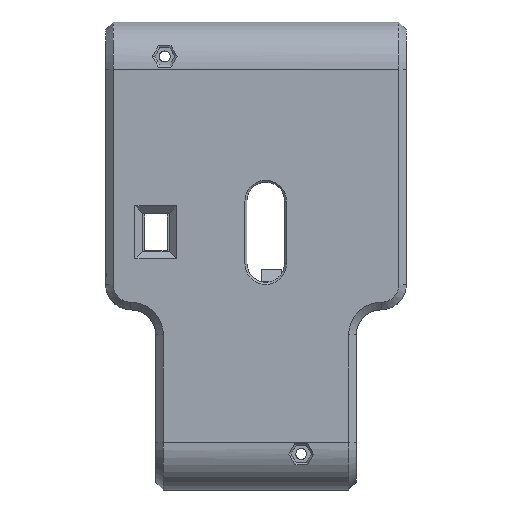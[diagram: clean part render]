
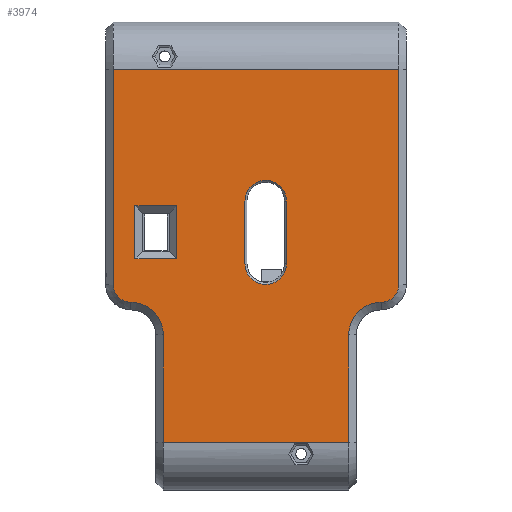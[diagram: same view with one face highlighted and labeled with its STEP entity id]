
A CAD part, top view. The second image highlights one B-rep face of the part: STEP entity #3974.
In plain terms, the highlighted planar face has unit normal (0, 0, 1).
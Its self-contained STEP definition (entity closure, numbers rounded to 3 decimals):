
#40=FACE_BOUND('',#482,.T.);
#41=FACE_BOUND('',#483,.T.);
#90=PLANE('',#4216);
#256=FACE_OUTER_BOUND('',#481,.T.);
#481=EDGE_LOOP('',(#2844,#2845,#2846,#2847,#2848,#2849,#2850,#2851,#2852,
#2853));
#482=EDGE_LOOP('',(#2854,#2855,#2856,#2857));
#483=EDGE_LOOP('',(#2858,#2859,#2860,#2861));
#739=CIRCLE('',#4206,8.3);
#741=CIRCLE('',#4210,8.3);
#744=CIRCLE('',#4217,13.);
#745=CIRCLE('',#4218,7.);
#746=CIRCLE('',#4219,7.);
#747=CIRCLE('',#4220,13.);
#947=LINE('',#5768,#1384);
#951=LINE('',#5779,#1388);
#964=LINE('',#5810,#1401);
#965=LINE('',#5816,#1402);
#966=LINE('',#5818,#1403);
#967=LINE('',#5820,#1404);
#968=LINE('',#5826,#1405);
#969=LINE('',#5827,#1406);
#970=LINE('',#5830,#1407);
#971=LINE('',#5832,#1408);
#972=LINE('',#5834,#1409);
#973=LINE('',#5835,#1410);
#1384=VECTOR('',#4622,10.);
#1388=VECTOR('',#4634,10.);
#1401=VECTOR('',#4657,10.);
#1402=VECTOR('',#4662,10.);
#1403=VECTOR('',#4663,10.);
#1404=VECTOR('',#4664,10.);
#1405=VECTOR('',#4669,10.);
#1406=VECTOR('',#4670,10.);
#1407=VECTOR('',#4671,10.);
#1408=VECTOR('',#4672,10.);
#1409=VECTOR('',#4673,10.);
#1410=VECTOR('',#4674,10.);
#1828=VERTEX_POINT('',#5758);
#1831=VERTEX_POINT('',#5763);
#1832=VERTEX_POINT('',#5767);
#1834=VERTEX_POINT('',#5773);
#1847=VERTEX_POINT('',#5808);
#1848=VERTEX_POINT('',#5809);
#1849=VERTEX_POINT('',#5811);
#1850=VERTEX_POINT('',#5813);
#1851=VERTEX_POINT('',#5815);
#1852=VERTEX_POINT('',#5817);
#1853=VERTEX_POINT('',#5819);
#1854=VERTEX_POINT('',#5821);
#1855=VERTEX_POINT('',#5823);
#1856=VERTEX_POINT('',#5825);
#1857=VERTEX_POINT('',#5828);
#1858=VERTEX_POINT('',#5829);
#1859=VERTEX_POINT('',#5831);
#1860=VERTEX_POINT('',#5833);
#2220=EDGE_CURVE('',#1831,#1828,#739,.T.);
#2221=EDGE_CURVE('',#1828,#1832,#947,.T.);
#2226=EDGE_CURVE('',#1832,#1834,#741,.T.);
#2227=EDGE_CURVE('',#1834,#1831,#951,.T.);
#2242=EDGE_CURVE('',#1847,#1848,#964,.T.);
#2243=EDGE_CURVE('',#1849,#1847,#744,.T.);
#2244=EDGE_CURVE('',#1850,#1849,#745,.T.);
#2245=EDGE_CURVE('',#1851,#1850,#965,.T.);
#2246=EDGE_CURVE('',#1852,#1851,#966,.T.);
#2247=EDGE_CURVE('',#1853,#1852,#967,.T.);
#2248=EDGE_CURVE('',#1854,#1853,#746,.T.);
#2249=EDGE_CURVE('',#1855,#1854,#747,.T.);
#2250=EDGE_CURVE('',#1856,#1855,#968,.T.);
#2251=EDGE_CURVE('',#1848,#1856,#969,.T.);
#2252=EDGE_CURVE('',#1857,#1858,#970,.T.);
#2253=EDGE_CURVE('',#1859,#1857,#971,.T.);
#2254=EDGE_CURVE('',#1860,#1859,#972,.T.);
#2255=EDGE_CURVE('',#1858,#1860,#973,.T.);
#2844=ORIENTED_EDGE('',*,*,#2242,.F.);
#2845=ORIENTED_EDGE('',*,*,#2243,.F.);
#2846=ORIENTED_EDGE('',*,*,#2244,.F.);
#2847=ORIENTED_EDGE('',*,*,#2245,.F.);
#2848=ORIENTED_EDGE('',*,*,#2246,.F.);
#2849=ORIENTED_EDGE('',*,*,#2247,.F.);
#2850=ORIENTED_EDGE('',*,*,#2248,.F.);
#2851=ORIENTED_EDGE('',*,*,#2249,.F.);
#2852=ORIENTED_EDGE('',*,*,#2250,.F.);
#2853=ORIENTED_EDGE('',*,*,#2251,.F.);
#2854=ORIENTED_EDGE('',*,*,#2252,.F.);
#2855=ORIENTED_EDGE('',*,*,#2253,.F.);
#2856=ORIENTED_EDGE('',*,*,#2254,.F.);
#2857=ORIENTED_EDGE('',*,*,#2255,.F.);
#2858=ORIENTED_EDGE('',*,*,#2220,.F.);
#2859=ORIENTED_EDGE('',*,*,#2227,.F.);
#2860=ORIENTED_EDGE('',*,*,#2226,.F.);
#2861=ORIENTED_EDGE('',*,*,#2221,.F.);
#3974=ADVANCED_FACE('',(#256,#40,#41),#90,.T.);
#4206=AXIS2_PLACEMENT_3D('',#5765,#4618,#4619);
#4210=AXIS2_PLACEMENT_3D('',#5777,#4630,#4631);
#4216=AXIS2_PLACEMENT_3D('',#5807,#4655,#4656);
#4217=AXIS2_PLACEMENT_3D('',#5812,#4658,#4659);
#4218=AXIS2_PLACEMENT_3D('',#5814,#4660,#4661);
#4219=AXIS2_PLACEMENT_3D('',#5822,#4665,#4666);
#4220=AXIS2_PLACEMENT_3D('',#5824,#4667,#4668);
#4618=DIRECTION('center_axis',(0.,0.,1.));
#4619=DIRECTION('ref_axis',(0.707,0.707,0.));
#4622=DIRECTION('',(0.,-1.,0.));
#4630=DIRECTION('center_axis',(0.,0.,1.));
#4631=DIRECTION('ref_axis',(0.707,-0.707,0.));
#4634=DIRECTION('',(0.,1.,0.));
#4655=DIRECTION('center_axis',(0.,0.,1.));
#4656=DIRECTION('ref_axis',(1.,0.,0.));
#4657=DIRECTION('',(0.,-1.,0.));
#4658=DIRECTION('center_axis',(0.,0.,1.));
#4659=DIRECTION('ref_axis',(-0.707,0.707,0.));
#4660=DIRECTION('center_axis',(0.,0.,-1.));
#4661=DIRECTION('ref_axis',(0.707,-0.707,0.));
#4662=DIRECTION('',(0.,-1.,0.));
#4663=DIRECTION('',(1.,0.,0.));
#4664=DIRECTION('',(0.,1.,0.));
#4665=DIRECTION('center_axis',(0.,0.,-1.));
#4666=DIRECTION('ref_axis',(-0.707,-0.707,0.));
#4667=DIRECTION('center_axis',(0.,0.,1.));
#4668=DIRECTION('ref_axis',(0.707,0.707,0.));
#4669=DIRECTION('',(0.,1.,0.));
#4670=DIRECTION('',(-1.,0.,0.));
#4671=DIRECTION('',(-1.,0.,0.));
#4672=DIRECTION('',(0.,1.,0.));
#4673=DIRECTION('',(1.,0.,0.));
#4674=DIRECTION('',(0.,-1.,0.));
#5758=CARTESIAN_POINT('',(-4.408,-66.587,38.));
#5763=CARTESIAN_POINT('',(12.192,-66.587,38.));
#5765=CARTESIAN_POINT('Origin',(3.892,-66.587,38.));
#5767=CARTESIAN_POINT('',(-4.408,-91.587,38.));
#5768=CARTESIAN_POINT('',(-4.408,-73.793,38.));
#5773=CARTESIAN_POINT('',(12.192,-91.587,38.));
#5777=CARTESIAN_POINT('Origin',(3.892,-91.587,38.));
#5779=CARTESIAN_POINT('',(12.192,-93.793,38.));
#5807=CARTESIAN_POINT('Origin',(0.,-88.5,38.));
#5808=CARTESIAN_POINT('',(37.,-120.,38.));
#5809=CARTESIAN_POINT('',(37.,-163.,38.));
#5810=CARTESIAN_POINT('',(37.,-135.25,38.));
#5811=CARTESIAN_POINT('',(50.,-107.,38.));
#5812=CARTESIAN_POINT('Origin',(50.,-120.,38.));
#5813=CARTESIAN_POINT('',(57.,-100.,38.));
#5814=CARTESIAN_POINT('Origin',(50.,-100.,38.));
#5815=CARTESIAN_POINT('',(57.,-14.,38.));
#5816=CARTESIAN_POINT('',(57.,-99.25,38.));
#5817=CARTESIAN_POINT('',(-57.,-14.,38.));
#5818=CARTESIAN_POINT('',(30.,-14.,38.));
#5819=CARTESIAN_POINT('',(-57.,-100.,38.));
#5820=CARTESIAN_POINT('',(-57.,-41.75,38.));
#5821=CARTESIAN_POINT('',(-50.,-107.,38.));
#5822=CARTESIAN_POINT('Origin',(-50.,-100.,38.));
#5823=CARTESIAN_POINT('',(-37.,-120.,38.));
#5824=CARTESIAN_POINT('Origin',(-50.,-120.,38.));
#5825=CARTESIAN_POINT('',(-37.,-163.,38.));
#5826=CARTESIAN_POINT('',(-37.,-99.25,38.));
#5827=CARTESIAN_POINT('',(-20.,-163.,38.));
#5828=CARTESIAN_POINT('',(-31.651,-68.487,38.));
#5829=CARTESIAN_POINT('',(-48.351,-68.487,38.));
#5830=CARTESIAN_POINT('',(-22.676,-68.487,38.));
#5831=CARTESIAN_POINT('',(-31.651,-89.687,38.));
#5832=CARTESIAN_POINT('',(-31.651,-79.993,38.));
#5833=CARTESIAN_POINT('',(-48.351,-89.687,38.));
#5834=CARTESIAN_POINT('',(-17.326,-89.687,38.));
#5835=CARTESIAN_POINT('',(-48.351,-87.593,38.));
